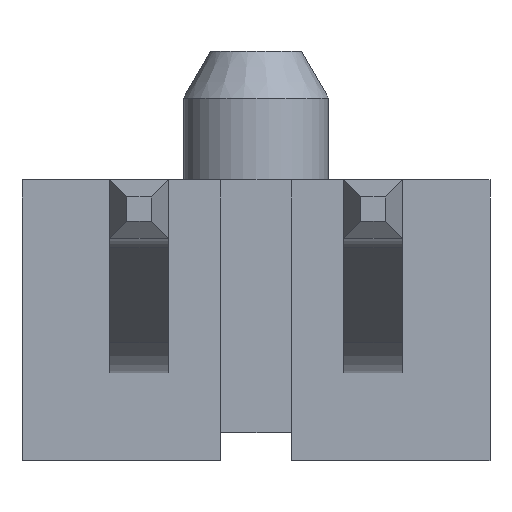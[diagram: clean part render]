
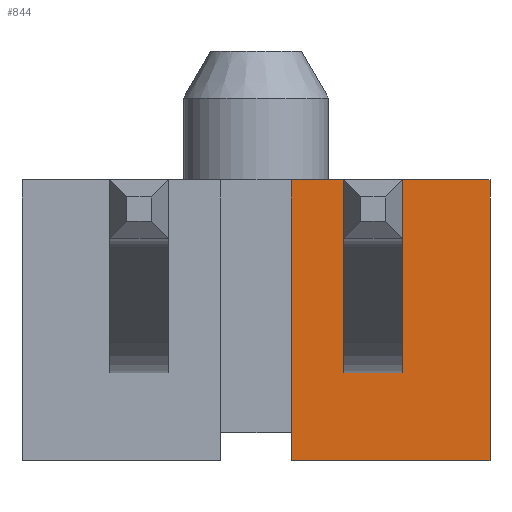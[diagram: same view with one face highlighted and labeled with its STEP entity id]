
A CAD part, front view. The second image highlights one B-rep face of the part: STEP entity #844.
In plain terms, the highlighted planar face has unit normal (0, -1, 0).
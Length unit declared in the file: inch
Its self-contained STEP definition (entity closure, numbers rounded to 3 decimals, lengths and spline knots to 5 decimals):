
#4 = FACE_BOUND ( 'NONE', #1532, .T. ) ;
#68 = DIRECTION ( 'NONE',  ( 0., 0., 1. ) ) ;
#80 = DIRECTION ( 'NONE',  ( 0., 0., -1. ) ) ;
#91 = DIRECTION ( 'NONE',  ( 0., 0., 1. ) ) ;
#126 = CARTESIAN_POINT ( 'NONE',  ( 0.15, -0.05, 0.06 ) ) ;
#135 = LINE ( 'NONE', #1434, #1069 ) ;
#137 = VERTEX_POINT ( 'NONE', #2193 ) ;
#215 = CARTESIAN_POINT ( 'NONE',  ( -0.05, -0.05, -0.0225 ) ) ;
#232 = DIRECTION ( 'NONE',  ( 1., 0., 0. ) ) ;
#255 = ORIENTED_EDGE ( 'NONE', *, *, #945, .T. ) ;
#272 = DIRECTION ( 'NONE',  ( -1., 0., 0. ) ) ;
#274 = AXIS2_PLACEMENT_3D ( 'NONE', #277, #1576, #464 ) ;
#277 = CARTESIAN_POINT ( 'NONE',  ( -0.05, -0.05, 0.06 ) ) ;
#343 = VERTEX_POINT ( 'NONE', #1324 ) ;
#432 = EDGE_LOOP ( 'NONE', ( #847, #255, #2282, #2260 ) ) ;
#464 = DIRECTION ( 'NONE',  ( 0., 0., 1. ) ) ;
#488 = VERTEX_POINT ( 'NONE', #950 ) ;
#502 = LINE ( 'NONE', #1782, #1235 ) ;
#506 = VECTOR ( 'NONE', #272, 39.37008 ) ;
#554 = CARTESIAN_POINT ( 'NONE',  ( 0.1125, -0.05, 0.0025 ) ) ;
#557 = LINE ( 'NONE', #657, #1485 ) ;
#560 = LINE ( 'NONE', #1198, #506 ) ;
#591 = VECTOR ( 'NONE', #1334, 39.37008 ) ;
#635 = CARTESIAN_POINT ( 'NONE',  ( 0.0875, -0.05, 0.0025 ) ) ;
#642 = CARTESIAN_POINT ( 'NONE',  ( 0.15, -0.05, 0.06 ) ) ;
#657 = CARTESIAN_POINT ( 'NONE',  ( 0.1125, -0.05, 0.06 ) ) ;
#724 = ORIENTED_EDGE ( 'NONE', *, *, #1979, .T. ) ;
#778 = ORIENTED_EDGE ( 'NONE', *, *, #2110, .F. ) ;
#839 = EDGE_CURVE ( 'NONE', #1281, #1528, #560, .T. ) ;
#844 = ADVANCED_FACE ( 'NONE', ( #1006, #4 ), #1381, .F. ) ;
#847 = ORIENTED_EDGE ( 'NONE', *, *, #2135, .F. ) ;
#871 = EDGE_CURVE ( 'NONE', #1274, #2290, #2275, .T. ) ;
#939 = CARTESIAN_POINT ( 'NONE',  ( 0.0875, -0.05, -0.0225 ) ) ;
#945 = EDGE_CURVE ( 'NONE', #488, #137, #1734, .T. ) ;
#950 = CARTESIAN_POINT ( 'NONE',  ( 0.065, -0.05, -0.06 ) ) ;
#1006 = FACE_OUTER_BOUND ( 'NONE', #432, .T. ) ;
#1035 = DIRECTION ( 'NONE',  ( 0., 0., 1. ) ) ;
#1069 = VECTOR ( 'NONE', #2203, 39.37008 ) ;
#1113 = VERTEX_POINT ( 'NONE', #126 ) ;
#1154 = EDGE_CURVE ( 'NONE', #343, #1113, #135, .T. ) ;
#1189 = CARTESIAN_POINT ( 'NONE',  ( 0.0875, -0.05, 0.06 ) ) ;
#1198 = CARTESIAN_POINT ( 'NONE',  ( -0.05, -0.05, 0.0025 ) ) ;
#1200 = ORIENTED_EDGE ( 'NONE', *, *, #839, .F. ) ;
#1235 = VECTOR ( 'NONE', #91, 39.37008 ) ;
#1240 = VECTOR ( 'NONE', #232, 39.37008 ) ;
#1274 = VERTEX_POINT ( 'NONE', #939 ) ;
#1281 = VERTEX_POINT ( 'NONE', #554 ) ;
#1314 = ORIENTED_EDGE ( 'NONE', *, *, #871, .F. ) ;
#1324 = CARTESIAN_POINT ( 'NONE',  ( 0.065, -0.05, 0.06 ) ) ;
#1334 = DIRECTION ( 'NONE',  ( 1., 0., 0. ) ) ;
#1381 = PLANE ( 'NONE',  #274 ) ;
#1434 = CARTESIAN_POINT ( 'NONE',  ( -0.05, -0.05, 0.06 ) ) ;
#1485 = VECTOR ( 'NONE', #1035, 39.37008 ) ;
#1528 = VERTEX_POINT ( 'NONE', #635 ) ;
#1532 = EDGE_LOOP ( 'NONE', ( #778, #1314, #724, #1200 ) ) ;
#1576 = DIRECTION ( 'NONE',  ( 0., 1., 0. ) ) ;
#1608 = VECTOR ( 'NONE', #80, 39.37008 ) ;
#1728 = LINE ( 'NONE', #1189, #1790 ) ;
#1734 = LINE ( 'NONE', #2288, #1240 ) ;
#1782 = CARTESIAN_POINT ( 'NONE',  ( 0.065, -0.05, -0.06 ) ) ;
#1790 = VECTOR ( 'NONE', #68, 39.37008 ) ;
#1839 = CARTESIAN_POINT ( 'NONE',  ( 0.1125, -0.05, -0.0225 ) ) ;
#1979 = EDGE_CURVE ( 'NONE', #1274, #1528, #1728, .T. ) ;
#2047 = EDGE_CURVE ( 'NONE', #1113, #137, #2128, .T. ) ;
#2110 = EDGE_CURVE ( 'NONE', #2290, #1281, #557, .T. ) ;
#2128 = LINE ( 'NONE', #642, #1608 ) ;
#2135 = EDGE_CURVE ( 'NONE', #488, #343, #502, .T. ) ;
#2193 = CARTESIAN_POINT ( 'NONE',  ( 0.15, -0.05, -0.06 ) ) ;
#2203 = DIRECTION ( 'NONE',  ( 1., 0., 0. ) ) ;
#2260 = ORIENTED_EDGE ( 'NONE', *, *, #1154, .F. ) ;
#2275 = LINE ( 'NONE', #215, #591 ) ;
#2282 = ORIENTED_EDGE ( 'NONE', *, *, #2047, .F. ) ;
#2288 = CARTESIAN_POINT ( 'NONE',  ( -0.05, -0.05, -0.06 ) ) ;
#2290 = VERTEX_POINT ( 'NONE', #1839 ) ;
